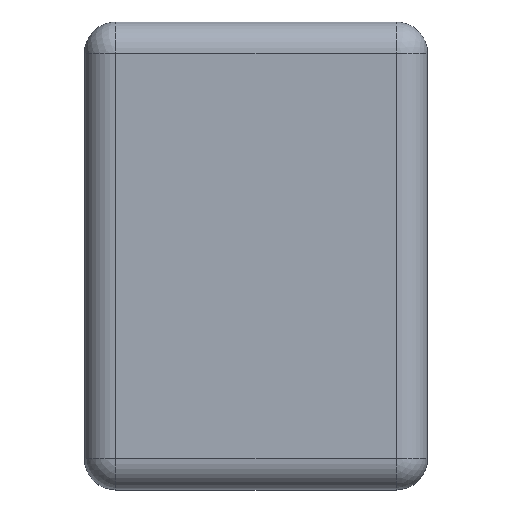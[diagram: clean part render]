
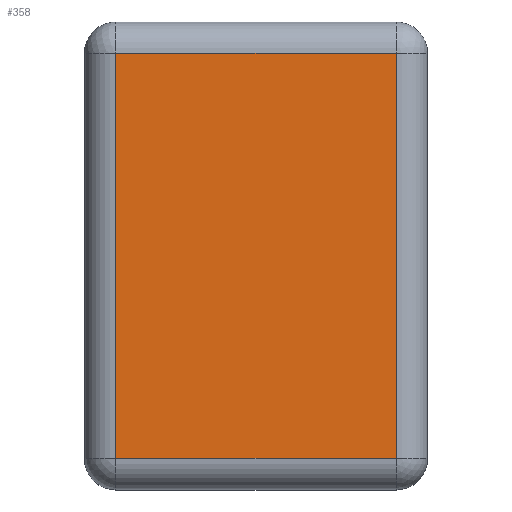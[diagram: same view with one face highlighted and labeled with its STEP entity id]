
A CAD part, top view. The second image highlights one B-rep face of the part: STEP entity #358.
In plain terms, the highlighted planar face has unit normal (0, 0, 1).
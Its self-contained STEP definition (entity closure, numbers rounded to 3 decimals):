
#20=PLANE('',#422);
#54=FACE_OUTER_BOUND('',#80,.T.);
#80=EDGE_LOOP('',(#317,#318,#319,#320));
#84=LINE('',#566,#108);
#90=LINE('',#595,#114);
#103=LINE('',#639,#127);
#104=LINE('',#643,#128);
#108=VECTOR('',#440,10.);
#114=VECTOR('',#478,10.);
#127=VECTOR('',#533,10.);
#128=VECTOR('',#540,10.);
#157=VERTEX_POINT('',#560);
#159=VERTEX_POINT('',#564);
#166=VERTEX_POINT('',#593);
#176=VERTEX_POINT('',#638);
#184=EDGE_CURVE('',#159,#157,#84,.T.);
#199=EDGE_CURVE('',#166,#159,#90,.T.);
#220=EDGE_CURVE('',#157,#176,#103,.T.);
#223=EDGE_CURVE('',#176,#166,#104,.T.);
#317=ORIENTED_EDGE('',*,*,#184,.F.);
#318=ORIENTED_EDGE('',*,*,#199,.F.);
#319=ORIENTED_EDGE('',*,*,#223,.F.);
#320=ORIENTED_EDGE('',*,*,#220,.F.);
#358=ADVANCED_FACE('',(#54),#20,.T.);
#422=AXIS2_PLACEMENT_3D('',#647,#547,#548);
#440=DIRECTION('',(-1.,0.,0.));
#478=DIRECTION('',(0.,-1.,0.));
#533=DIRECTION('',(0.,1.,0.));
#540=DIRECTION('',(1.,0.,0.));
#547=DIRECTION('center_axis',(0.,0.,1.));
#548=DIRECTION('ref_axis',(1.,0.,0.));
#560=CARTESIAN_POINT('',(-2.25,3.,2.));
#564=CARTESIAN_POINT('',(2.25,3.,2.));
#566=CARTESIAN_POINT('',(-1.375,3.,2.));
#593=CARTESIAN_POINT('',(2.25,9.5,2.));
#595=CARTESIAN_POINT('',(2.25,2.5,2.));
#638=CARTESIAN_POINT('',(-2.25,9.5,2.));
#639=CARTESIAN_POINT('',(-2.25,2.5,2.));
#643=CARTESIAN_POINT('',(-1.375,9.5,2.));
#647=CARTESIAN_POINT('Origin',(-2.75,2.5,2.));
